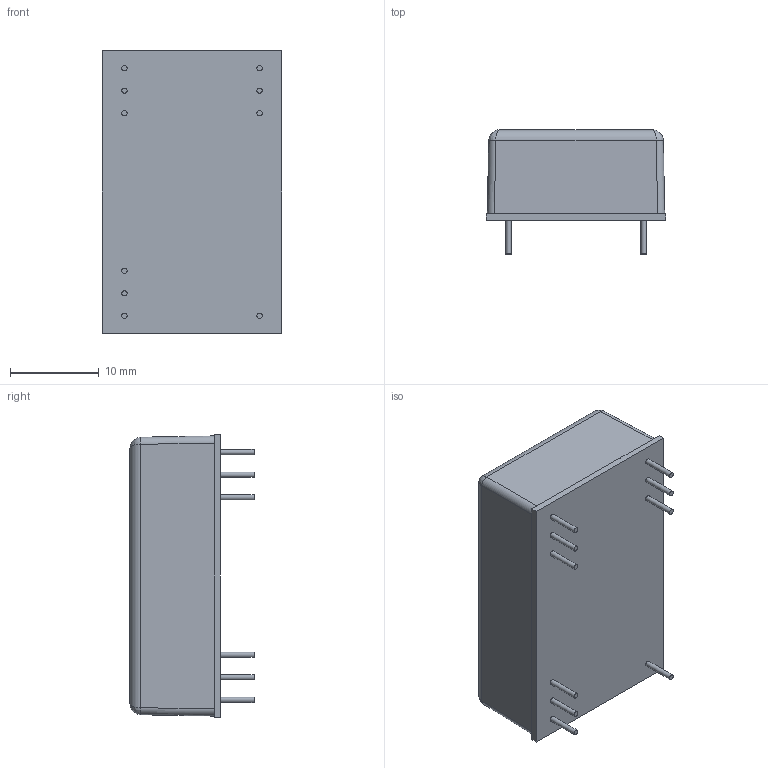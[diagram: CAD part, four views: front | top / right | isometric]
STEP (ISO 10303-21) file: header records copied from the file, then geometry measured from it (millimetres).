
FILE_DESCRIPTION (( 'STEP AP214' ), '1' );
FILE_NAME ('TVN 5WI Single.STEP', '2020-10-20T07:17:21', ( 'user' ), ( '' ), 'SwSTEP 2.0', 'SolidWorks 2016', '' );
FILE_SCHEMA (( 'AUTOMOTIVE_DESIGN' ));
Length unit declared in the file: millimetre
Products named in the file (2): TVN 5WI Single
Bounding box: 20.3 x 14 x 31.84 mm (x, y, z)
Volume: 6349.2 mm3; surface area: 2329 mm2
Topology: 1 solids, 1 shells, 43 faces, 82 edges, 48 vertices
Faces by surface type: plane 21, cylinder 18, bspline 4
Full cylindrical faces by diameter (mm): 0.6 x10
Entity records: 1440 total; most frequent: CARTESIAN_POINT 361, DIRECTION 162, ORIENTED_EDGE 136, EDGE_CURVE 68, AXIS2_PLACEMENT_3D 65, EDGE_LOOP 64, FACE_OUTER_BOUND 53, VERTEX_POINT 48
